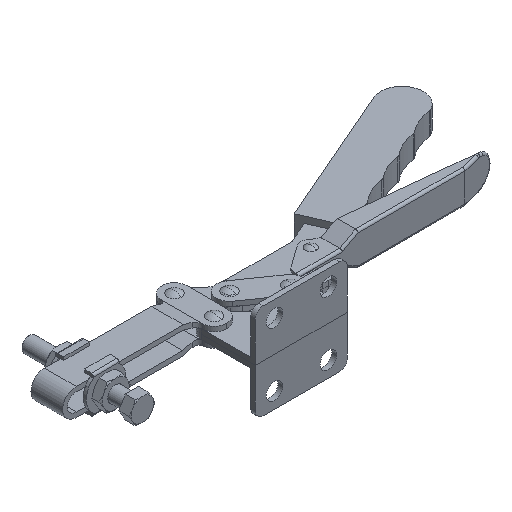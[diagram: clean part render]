
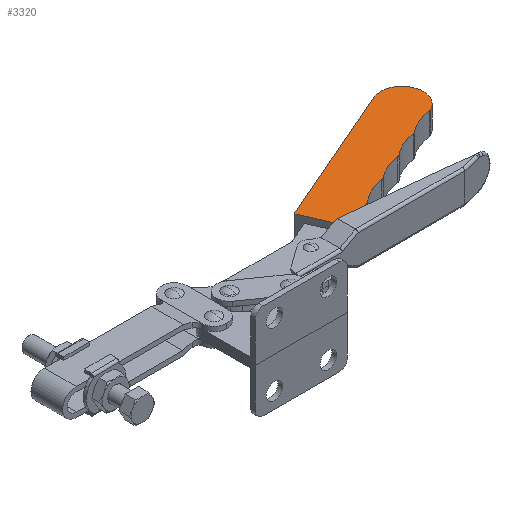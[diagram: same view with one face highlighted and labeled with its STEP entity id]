
A CAD part, isometric view. The second image highlights one B-rep face of the part: STEP entity #3320.
In plain terms, the highlighted planar face has unit normal (0, 0, 1).
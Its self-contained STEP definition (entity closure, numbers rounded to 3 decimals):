
#60 = FACE_OUTER_BOUND ( 'NONE', #8655, .T. ) ;
#93 = EDGE_CURVE ( 'NONE', #11339, #10491, #6090, .T. ) ;
#205 = ORIENTED_EDGE ( 'NONE', *, *, #9013, .T. ) ;
#213 = EDGE_CURVE ( 'NONE', #5054, #12352, #3962, .T. ) ;
#339 = CARTESIAN_POINT ( 'NONE',  ( 176.69, 102.038, 7. ) ) ;
#744 = VERTEX_POINT ( 'NONE', #339 ) ;
#806 = DIRECTION ( 'NONE',  ( 0., 0., 1. ) ) ;
#917 = VECTOR ( 'NONE', #6462, 1000. ) ;
#1087 = CIRCLE ( 'NONE', #5571, 3. ) ;
#1133 = CARTESIAN_POINT ( 'NONE',  ( 151.742, 62.03, 7. ) ) ;
#1293 = DIRECTION ( 'NONE',  ( 0.917, 0.399, 0. ) ) ;
#1429 = CARTESIAN_POINT ( 'NONE',  ( 168.746, 72.643, 7. ) ) ;
#1506 = AXIS2_PLACEMENT_3D ( 'NONE', #10324, #4520, #11275 ) ;
#1682 = CARTESIAN_POINT ( 'NONE',  ( 118.073, 47.269, 7. ) ) ;
#1707 = PLANE ( 'NONE',  #12012 ) ;
#1759 = VERTEX_POINT ( 'NONE', #4168 ) ;
#1833 = VERTEX_POINT ( 'NONE', #9079 ) ;
#1869 = EDGE_CURVE ( 'NONE', #10491, #5054, #10901, .T. ) ;
#2003 = EDGE_CURVE ( 'NONE', #3109, #1833, #9104, .T. ) ;
#2142 = VECTOR ( 'NONE', #10550, 1000. ) ;
#2231 = ORIENTED_EDGE ( 'NONE', *, *, #93, .T. ) ;
#2241 = DIRECTION ( 'NONE',  ( 0., 0., -1. ) ) ;
#2253 = DIRECTION ( 'NONE',  ( 0.917, 0.399, 0. ) ) ;
#2279 = EDGE_CURVE ( 'NONE', #744, #11339, #9872, .T. ) ;
#2281 = AXIS2_PLACEMENT_3D ( 'NONE', #11438, #5653, #12452 ) ;
#2298 = VERTEX_POINT ( 'NONE', #12095 ) ;
#2422 = DIRECTION ( 'NONE',  ( 0.917, 0.399, 0. ) ) ;
#2649 = CARTESIAN_POINT ( 'NONE',  ( 88.065, 63.53, 7. ) ) ;
#2707 = ORIENTED_EDGE ( 'NONE', *, *, #11173, .T. ) ;
#2903 = CARTESIAN_POINT ( 'NONE',  ( 117.331, 46.808, 7. ) ) ;
#3109 = VERTEX_POINT ( 'NONE', #4307 ) ;
#3224 = CARTESIAN_POINT ( 'NONE',  ( 116.136, 49.559, 7. ) ) ;
#3270 = ORIENTED_EDGE ( 'NONE', *, *, #6804, .T. ) ;
#3320 = ADVANCED_FACE ( 'NONE', ( #60 ), #1707, .T. ) ;
#3370 = CARTESIAN_POINT ( 'NONE',  ( 173.591, 37.98, 7. ) ) ;
#3420 = CARTESIAN_POINT ( 'NONE',  ( 190.779, 45.448, 7. ) ) ;
#3494 = AXIS2_PLACEMENT_3D ( 'NONE', #1429, #8259, #2422 ) ;
#3820 = CARTESIAN_POINT ( 'NONE',  ( 88.065, 63.53, 7. ) ) ;
#3962 = CIRCLE ( 'NONE', #8783, 3. ) ;
#4146 = ORIENTED_EDGE ( 'NONE', *, *, #8068, .T. ) ;
#4168 = CARTESIAN_POINT ( 'NONE',  ( 170.635, 70.312, 7. ) ) ;
#4187 = CIRCLE ( 'NONE', #3494, 3. ) ;
#4232 = CARTESIAN_POINT ( 'NONE',  ( 98.825, 38.766, 7. ) ) ;
#4307 = CARTESIAN_POINT ( 'NONE',  ( 134.309, 54.528, 7. ) ) ;
#4335 = DIRECTION ( 'NONE',  ( 0.917, 0.399, 0. ) ) ;
#4393 = DIRECTION ( 'NONE',  ( 0.917, 0.399, 0. ) ) ;
#4455 = CIRCLE ( 'NONE', #10820, 32. ) ;
#4520 = DIRECTION ( 'NONE',  ( 0., 0., 1. ) ) ;
#4537 = ORIENTED_EDGE ( 'NONE', *, *, #11735, .T. ) ;
#4559 = DIRECTION ( 'NONE',  ( 0., 0., 1. ) ) ;
#4560 = AXIS2_PLACEMENT_3D ( 'NONE', #8089, #2241, #9037 ) ;
#4702 = CARTESIAN_POINT ( 'NONE',  ( 151.349, 65.004, 7. ) ) ;
#4860 = CARTESIAN_POINT ( 'NONE',  ( 88.065, 63.53, 7. ) ) ;
#5054 = VERTEX_POINT ( 'NONE', #2903 ) ;
#5556 = VERTEX_POINT ( 'NONE', #6920 ) ;
#5571 = AXIS2_PLACEMENT_3D ( 'NONE', #4702, #11475, #5689 ) ;
#5653 = DIRECTION ( 'NONE',  ( 0., 0., -1. ) ) ;
#5689 = DIRECTION ( 'NONE',  ( 0.917, 0.399, 0. ) ) ;
#5701 = EDGE_CURVE ( 'NONE', #12563, #8452, #11491, .T. ) ;
#5889 = ORIENTED_EDGE ( 'NONE', *, *, #1869, .T. ) ;
#6090 = LINE ( 'NONE', #2649, #2142 ) ;
#6136 = CARTESIAN_POINT ( 'NONE',  ( 169.161, 69.672, 7. ) ) ;
#6142 = DIRECTION ( 'NONE',  ( 0., 0., 1. ) ) ;
#6230 = ORIENTED_EDGE ( 'NONE', *, *, #10223, .T. ) ;
#6453 = CIRCLE ( 'NONE', #10077, 13.5 ) ;
#6462 = DIRECTION ( 'NONE',  ( 0.917, 0.399, 0. ) ) ;
#6541 = AXIS2_PLACEMENT_3D ( 'NONE', #7808, #6142, #1293 ) ;
#6611 = CARTESIAN_POINT ( 'NONE',  ( 173.591, 37.98, 7. ) ) ;
#6804 = EDGE_CURVE ( 'NONE', #8452, #1759, #4187, .T. ) ;
#6920 = CARTESIAN_POINT ( 'NONE',  ( 186.994, 77.224, 7. ) ) ;
#7171 = ORIENTED_EDGE ( 'NONE', *, *, #2003, .T. ) ;
#7609 = DIRECTION ( 'NONE',  ( 0.917, 0.399, 0. ) ) ;
#7808 = CARTESIAN_POINT ( 'NONE',  ( 133.894, 57.499, 7. ) ) ;
#8019 = ORIENTED_EDGE ( 'NONE', *, *, #213, .T. ) ;
#8041 = CARTESIAN_POINT ( 'NONE',  ( 153.256, 62.688, 7. ) ) ;
#8068 = EDGE_CURVE ( 'NONE', #2298, #744, #6453, .T. ) ;
#8089 = CARTESIAN_POINT ( 'NONE',  ( 155.927, 30.305, 7. ) ) ;
#8259 = DIRECTION ( 'NONE',  ( 0., 0., 1. ) ) ;
#8452 = VERTEX_POINT ( 'NONE', #6136 ) ;
#8655 = EDGE_LOOP ( 'NONE', ( #8922, #3270, #205, #2707, #4146, #10061, #2231, #5889, #8019, #4537, #7171, #10715, #6230 ) ) ;
#8783 = AXIS2_PLACEMENT_3D ( 'NONE', #3224, #9047, #2253 ) ;
#8922 = ORIENTED_EDGE ( 'NONE', *, *, #5701, .T. ) ;
#9013 = EDGE_CURVE ( 'NONE', #1759, #5556, #4455, .T. ) ;
#9037 = DIRECTION ( 'NONE',  ( 0.917, 0.399, 0. ) ) ;
#9047 = DIRECTION ( 'NONE',  ( 0., 0., 1. ) ) ;
#9079 = CARTESIAN_POINT ( 'NONE',  ( 135.783, 55.169, 7. ) ) ;
#9104 = CIRCLE ( 'NONE', #6541, 3. ) ;
#9567 = VECTOR ( 'NONE', #11819, 1000. ) ;
#9872 = LINE ( 'NONE', #4860, #9567 ) ;
#10061 = ORIENTED_EDGE ( 'NONE', *, *, #2279, .T. ) ;
#10077 = AXIS2_PLACEMENT_3D ( 'NONE', #10366, #4559, #11311 ) ;
#10142 = DIRECTION ( 'NONE',  ( 0., 0., -1. ) ) ;
#10208 = DIRECTION ( 'NONE',  ( 0., 0., -1. ) ) ;
#10223 = EDGE_CURVE ( 'NONE', #11465, #12563, #1087, .T. ) ;
#10324 = CARTESIAN_POINT ( 'NONE',  ( 186.639, 80.203, 7. ) ) ;
#10366 = CARTESIAN_POINT ( 'NONE',  ( 182.07, 89.656, 7. ) ) ;
#10491 = VERTEX_POINT ( 'NONE', #4232 ) ;
#10550 = DIRECTION ( 'NONE',  ( 0.399, -0.917, 0. ) ) ;
#10609 = CIRCLE ( 'NONE', #1506, 3. ) ;
#10715 = ORIENTED_EDGE ( 'NONE', *, *, #12578, .T. ) ;
#10820 = AXIS2_PLACEMENT_3D ( 'NONE', #3420, #10208, #4393 ) ;
#10901 = LINE ( 'NONE', #12475, #917 ) ;
#11173 = EDGE_CURVE ( 'NONE', #5556, #2298, #10609, .T. ) ;
#11275 = DIRECTION ( 'NONE',  ( 0.917, 0.399, 0. ) ) ;
#11311 = DIRECTION ( 'NONE',  ( 0.917, 0.399, 0. ) ) ;
#11339 = VERTEX_POINT ( 'NONE', #3820 ) ;
#11438 = CARTESIAN_POINT ( 'NONE',  ( 138.739, 22.836, 7. ) ) ;
#11465 = VERTEX_POINT ( 'NONE', #1133 ) ;
#11475 = DIRECTION ( 'NONE',  ( 0., 0., 1. ) ) ;
#11491 = CIRCLE ( 'NONE', #11680, 32. ) ;
#11680 = AXIS2_PLACEMENT_3D ( 'NONE', #3370, #10142, #4335 ) ;
#11735 = EDGE_CURVE ( 'NONE', #12352, #3109, #12130, .T. ) ;
#11819 = DIRECTION ( 'NONE',  ( -0.917, -0.399, 0. ) ) ;
#12012 = AXIS2_PLACEMENT_3D ( 'NONE', #6611, #806, #7609 ) ;
#12095 = CARTESIAN_POINT ( 'NONE',  ( 187.944, 77.502, 7. ) ) ;
#12130 = CIRCLE ( 'NONE', #2281, 32. ) ;
#12352 = VERTEX_POINT ( 'NONE', #1682 ) ;
#12452 = DIRECTION ( 'NONE',  ( 0.917, 0.399, 0. ) ) ;
#12475 = CARTESIAN_POINT ( 'NONE',  ( 117.331, 46.808, 7. ) ) ;
#12560 = CIRCLE ( 'NONE', #4560, 32. ) ;
#12563 = VERTEX_POINT ( 'NONE', #8041 ) ;
#12578 = EDGE_CURVE ( 'NONE', #1833, #11465, #12560, .T. ) ;
